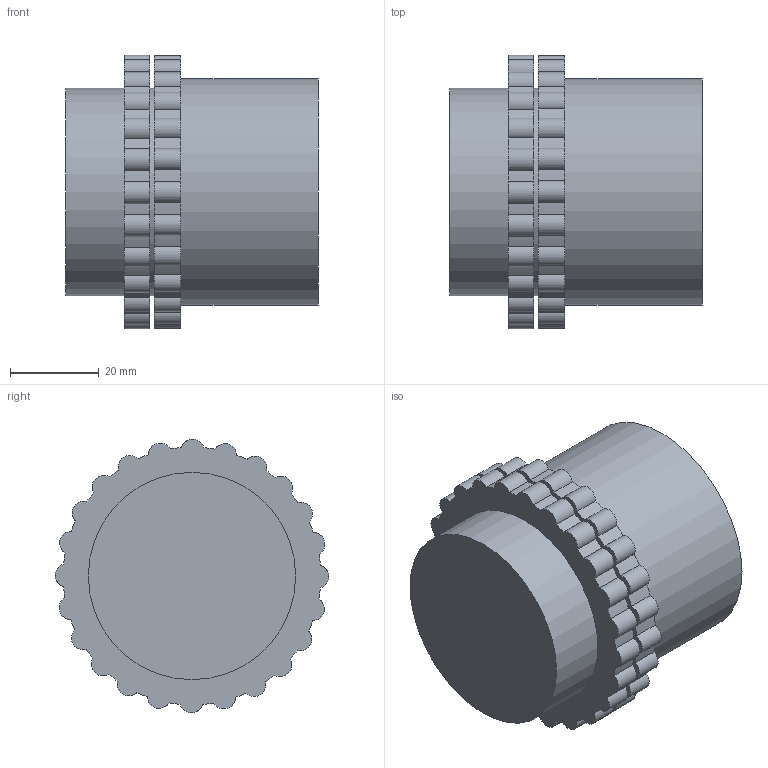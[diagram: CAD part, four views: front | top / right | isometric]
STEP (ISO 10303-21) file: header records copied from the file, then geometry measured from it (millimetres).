
FILE_DESCRIPTION(/* description */ (''),/* implementation_level */ '2;1');
FILE_NAME(/* name */ '',/* time_stamp */ '2023-09-07T11:27:57+07:00',/* author */ ('zeta-09'),/* organization */ (''),/* preprocessor_version */ 'ST-DEVELOPER v19.2',/* originating_system */ 'Autodesk Inventor 2024',/* authorisation */ '');
FILE_SCHEMA (('AUTOMOTIVE_DESIGN { 1 0 10303 214 3 1 1 }'));
Length unit declared in the file: millimetre
Products named in the file (1): Деталь9
Bounding box: 57 x 61.78 x 61.78 mm (x, y, z)
Volume: 121428.2 mm3; surface area: 17530.7 mm2
Topology: 1 solids, 1 shells, 105 faces, 297 edges, 198 vertices
Faces by surface type: cylinder 99, plane 6
Full cylindrical faces by diameter (mm): 46.8 x2, 51.2 x1
Entity records: 3686 total; most frequent: DIRECTION 707, CARTESIAN_POINT 601, ORIENTED_EDGE 594, AXIS2_PLACEMENT_3D 304, EDGE_CURVE 297, CIRCLE 198, VERTEX_POINT 198, EDGE_LOOP 109
